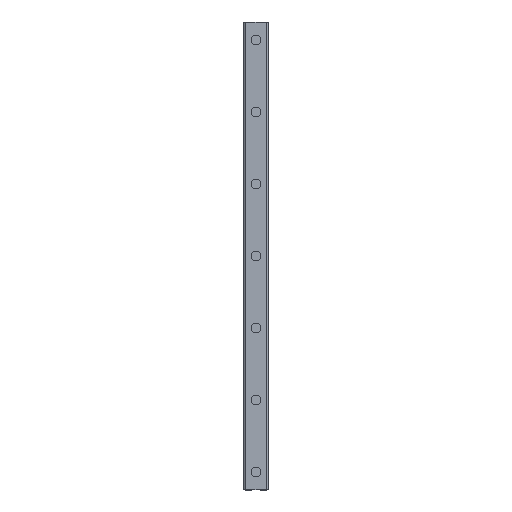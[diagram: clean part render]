
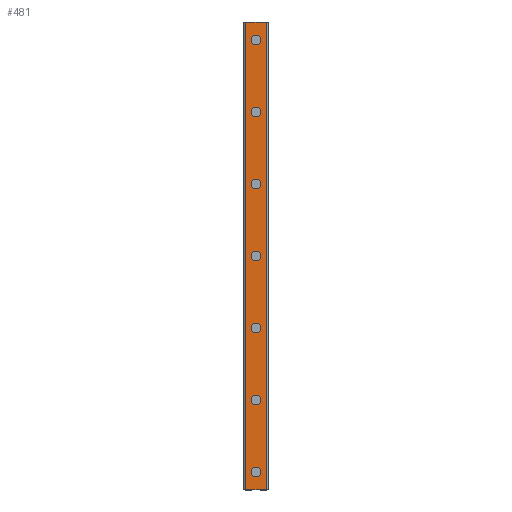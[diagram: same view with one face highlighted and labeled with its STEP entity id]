
A CAD part, top view. The second image highlights one B-rep face of the part: STEP entity #481.
In plain terms, the highlighted planar face has unit normal (0, 0, 1).
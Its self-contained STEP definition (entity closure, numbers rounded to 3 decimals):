
#481=ADVANCED_FACE('',(#987,#988,#989,#990,#991,#992,#993,#994),#995,.T.);
#987=FACE_BOUND('',#1518,.T.);
#988=FACE_BOUND('',#1519,.T.);
#989=FACE_BOUND('',#1520,.T.);
#990=FACE_BOUND('',#1521,.T.);
#991=FACE_BOUND('',#1522,.T.);
#992=FACE_BOUND('',#1523,.T.);
#993=FACE_BOUND('',#1524,.T.);
#994=FACE_OUTER_BOUND('',#1525,.T.);
#995=PLANE('',#1526);
#1518=EDGE_LOOP('',(#2899,#2900));
#1519=EDGE_LOOP('',(#2901,#2902));
#1520=EDGE_LOOP('',(#2903,#2904));
#1521=EDGE_LOOP('',(#2905,#2906));
#1522=EDGE_LOOP('',(#2907,#2908));
#1523=EDGE_LOOP('',(#2909,#2910));
#1524=EDGE_LOOP('',(#2911,#2912));
#1525=EDGE_LOOP('',(#2913,#2914,#2915,#2916));
#1526=AXIS2_PLACEMENT_3D('',#2917,#2918,#2919);
#2899=ORIENTED_EDGE('',*,*,#3162,.T.);
#2900=ORIENTED_EDGE('',*,*,#3561,.T.);
#2901=ORIENTED_EDGE('',*,*,#3152,.T.);
#2902=ORIENTED_EDGE('',*,*,#3567,.T.);
#2903=ORIENTED_EDGE('',*,*,#3142,.T.);
#2904=ORIENTED_EDGE('',*,*,#3573,.T.);
#2905=ORIENTED_EDGE('',*,*,#3132,.T.);
#2906=ORIENTED_EDGE('',*,*,#3579,.T.);
#2907=ORIENTED_EDGE('',*,*,#3122,.T.);
#2908=ORIENTED_EDGE('',*,*,#3585,.T.);
#2909=ORIENTED_EDGE('',*,*,#3112,.T.);
#2910=ORIENTED_EDGE('',*,*,#3591,.T.);
#2911=ORIENTED_EDGE('',*,*,#3102,.T.);
#2912=ORIENTED_EDGE('',*,*,#3597,.T.);
#2913=ORIENTED_EDGE('',*,*,#3543,.T.);
#2914=ORIENTED_EDGE('',*,*,#3638,.F.);
#2915=ORIENTED_EDGE('',*,*,#3415,.F.);
#2916=ORIENTED_EDGE('',*,*,#3636,.T.);
#2917=CARTESIAN_POINT('',(0.,520.0,23.));
#2918=DIRECTION('',(0.0,0.0,1.0));
#2919=DIRECTION('',(-1.0,0.0,-0.0));
#3102=EDGE_CURVE('',#3692,#3689,#3693,.T.);
#3112=EDGE_CURVE('',#3710,#3707,#3711,.T.);
#3122=EDGE_CURVE('',#3728,#3725,#3729,.T.);
#3132=EDGE_CURVE('',#3746,#3743,#3747,.T.);
#3142=EDGE_CURVE('',#3764,#3761,#3765,.T.);
#3152=EDGE_CURVE('',#3782,#3779,#3783,.T.);
#3162=EDGE_CURVE('',#3800,#3797,#3801,.T.);
#3415=EDGE_CURVE('',#4176,#4178,#4179,.T.);
#3543=EDGE_CURVE('',#4389,#4387,#4390,.T.);
#3561=EDGE_CURVE('',#3797,#3800,#4423,.T.);
#3567=EDGE_CURVE('',#3779,#3782,#4429,.T.);
#3573=EDGE_CURVE('',#3761,#3764,#4435,.T.);
#3579=EDGE_CURVE('',#3743,#3746,#4441,.T.);
#3585=EDGE_CURVE('',#3725,#3728,#4447,.T.);
#3591=EDGE_CURVE('',#3707,#3710,#4453,.T.);
#3597=EDGE_CURVE('',#3689,#3692,#4459,.T.);
#3636=EDGE_CURVE('',#4176,#4389,#4498,.T.);
#3638=EDGE_CURVE('',#4178,#4387,#4500,.T.);
#3689=VERTEX_POINT('',#4553);
#3692=VERTEX_POINT('',#4557);
#3693=CIRCLE('',#4558,5.5);
#3707=VERTEX_POINT('',#4575);
#3710=VERTEX_POINT('',#4579);
#3711=CIRCLE('',#4580,5.5);
#3725=VERTEX_POINT('',#4597);
#3728=VERTEX_POINT('',#4601);
#3729=CIRCLE('',#4602,5.5);
#3743=VERTEX_POINT('',#4619);
#3746=VERTEX_POINT('',#4623);
#3747=CIRCLE('',#4624,5.5);
#3761=VERTEX_POINT('',#4641);
#3764=VERTEX_POINT('',#4645);
#3765=CIRCLE('',#4646,5.5);
#3779=VERTEX_POINT('',#4663);
#3782=VERTEX_POINT('',#4667);
#3783=CIRCLE('',#4668,5.5);
#3797=VERTEX_POINT('',#4685);
#3800=VERTEX_POINT('',#4689);
#3801=CIRCLE('',#4690,5.5);
#4176=VERTEX_POINT('',#5202);
#4178=VERTEX_POINT('',#5205);
#4179=LINE('',#5206,#5207);
#4387=VERTEX_POINT('',#5499);
#4389=VERTEX_POINT('',#5502);
#4390=LINE('',#5503,#5504);
#4423=CIRCLE('',#5544,5.5);
#4429=CIRCLE('',#5550,5.5);
#4435=CIRCLE('',#5556,5.5);
#4441=CIRCLE('',#5562,5.5);
#4447=CIRCLE('',#5568,5.5);
#4453=CIRCLE('',#5574,5.5);
#4459=CIRCLE('',#5580,5.5);
#4498=LINE('',#5636,#5637);
#4500=LINE('',#5639,#5640);
#4553=CARTESIAN_POINT('',(5.5,20.0,23.));
#4557=CARTESIAN_POINT('',(-5.5,20.0,23.));
#4558=AXIS2_PLACEMENT_3D('',#5709,#5710,#5711);
#4575=CARTESIAN_POINT('',(5.5,100.0,23.));
#4579=CARTESIAN_POINT('',(-5.5,100.0,23.));
#4580=AXIS2_PLACEMENT_3D('',#5725,#5726,#5727);
#4597=CARTESIAN_POINT('',(5.5,180.0,23.));
#4601=CARTESIAN_POINT('',(-5.5,180.0,23.));
#4602=AXIS2_PLACEMENT_3D('',#5741,#5742,#5743);
#4619=CARTESIAN_POINT('',(5.5,260.0,23.));
#4623=CARTESIAN_POINT('',(-5.5,260.0,23.));
#4624=AXIS2_PLACEMENT_3D('',#5757,#5758,#5759);
#4641=CARTESIAN_POINT('',(5.5,340.0,23.));
#4645=CARTESIAN_POINT('',(-5.5,340.0,23.));
#4646=AXIS2_PLACEMENT_3D('',#5773,#5774,#5775);
#4663=CARTESIAN_POINT('',(5.5,420.0,23.));
#4667=CARTESIAN_POINT('',(-5.5,420.0,23.));
#4668=AXIS2_PLACEMENT_3D('',#5789,#5790,#5791);
#4685=CARTESIAN_POINT('',(5.5,500.0,23.));
#4689=CARTESIAN_POINT('',(-5.5,500.0,23.));
#4690=AXIS2_PLACEMENT_3D('',#5805,#5806,#5807);
#5202=CARTESIAN_POINT('',(-11.386,520.0,23.));
#5205=CARTESIAN_POINT('',(11.386,520.0,23.));
#5206=CARTESIAN_POINT('',(-11.386,520.0,23.));
#5207=VECTOR('',#6081,1.0);
#5499=CARTESIAN_POINT('',(11.386,0.0,23.));
#5502=CARTESIAN_POINT('',(-11.386,0.0,23.));
#5503=CARTESIAN_POINT('',(-11.386,0.0,23.));
#5504=VECTOR('',#6221,1.0);
#5544=AXIS2_PLACEMENT_3D('',#6256,#6257,#6258);
#5550=AXIS2_PLACEMENT_3D('',#6265,#6266,#6267);
#5556=AXIS2_PLACEMENT_3D('',#6274,#6275,#6276);
#5562=AXIS2_PLACEMENT_3D('',#6283,#6284,#6285);
#5568=AXIS2_PLACEMENT_3D('',#6292,#6293,#6294);
#5574=AXIS2_PLACEMENT_3D('',#6301,#6302,#6303);
#5580=AXIS2_PLACEMENT_3D('',#6310,#6311,#6312);
#5636=CARTESIAN_POINT('',(-11.386,520.0,23.));
#5637=VECTOR('',#6336,1.0);
#5639=CARTESIAN_POINT('',(11.386,520.0,23.));
#5640=VECTOR('',#6337,1.0);
#5709=CARTESIAN_POINT('',(0.0,20.0,23.));
#5710=DIRECTION('',(0.0,0.0,-1.0));
#5711=DIRECTION('',(1.0,0.0,0.0));
#5725=CARTESIAN_POINT('',(0.0,100.0,23.));
#5726=DIRECTION('',(0.0,0.0,-1.0));
#5727=DIRECTION('',(1.0,0.0,0.0));
#5741=CARTESIAN_POINT('',(0.0,180.0,23.));
#5742=DIRECTION('',(0.0,0.0,-1.0));
#5743=DIRECTION('',(1.0,0.0,0.0));
#5757=CARTESIAN_POINT('',(0.0,260.0,23.));
#5758=DIRECTION('',(0.0,0.0,-1.0));
#5759=DIRECTION('',(1.0,0.0,0.0));
#5773=CARTESIAN_POINT('',(0.0,340.0,23.));
#5774=DIRECTION('',(0.0,0.0,-1.0));
#5775=DIRECTION('',(1.0,0.0,0.0));
#5789=CARTESIAN_POINT('',(0.0,420.0,23.));
#5790=DIRECTION('',(0.0,0.0,-1.0));
#5791=DIRECTION('',(1.0,0.0,0.0));
#5805=CARTESIAN_POINT('',(0.0,500.0,23.));
#5806=DIRECTION('',(0.0,0.0,-1.0));
#5807=DIRECTION('',(1.0,0.0,0.0));
#6081=DIRECTION('',(1.0,0.0,0.0));
#6221=DIRECTION('',(1.0,0.0,0.0));
#6256=CARTESIAN_POINT('',(0.0,500.0,23.));
#6257=DIRECTION('',(0.0,0.0,-1.0));
#6258=DIRECTION('',(1.0,0.0,0.0));
#6265=CARTESIAN_POINT('',(0.0,420.0,23.));
#6266=DIRECTION('',(0.0,0.0,-1.0));
#6267=DIRECTION('',(1.0,0.0,0.0));
#6274=CARTESIAN_POINT('',(0.0,340.0,23.));
#6275=DIRECTION('',(0.0,0.0,-1.0));
#6276=DIRECTION('',(1.0,0.0,0.0));
#6283=CARTESIAN_POINT('',(0.0,260.0,23.));
#6284=DIRECTION('',(0.0,0.0,-1.0));
#6285=DIRECTION('',(1.0,0.0,0.0));
#6292=CARTESIAN_POINT('',(0.0,180.0,23.));
#6293=DIRECTION('',(0.0,0.0,-1.0));
#6294=DIRECTION('',(1.0,0.0,0.0));
#6301=CARTESIAN_POINT('',(0.0,100.0,23.));
#6302=DIRECTION('',(0.0,0.0,-1.0));
#6303=DIRECTION('',(1.0,0.0,0.0));
#6310=CARTESIAN_POINT('',(0.0,20.0,23.));
#6311=DIRECTION('',(0.0,0.0,-1.0));
#6312=DIRECTION('',(1.0,0.0,0.0));
#6336=DIRECTION('',(0.0,-1.0,0.0));
#6337=DIRECTION('',(0.0,-1.0,0.0));
